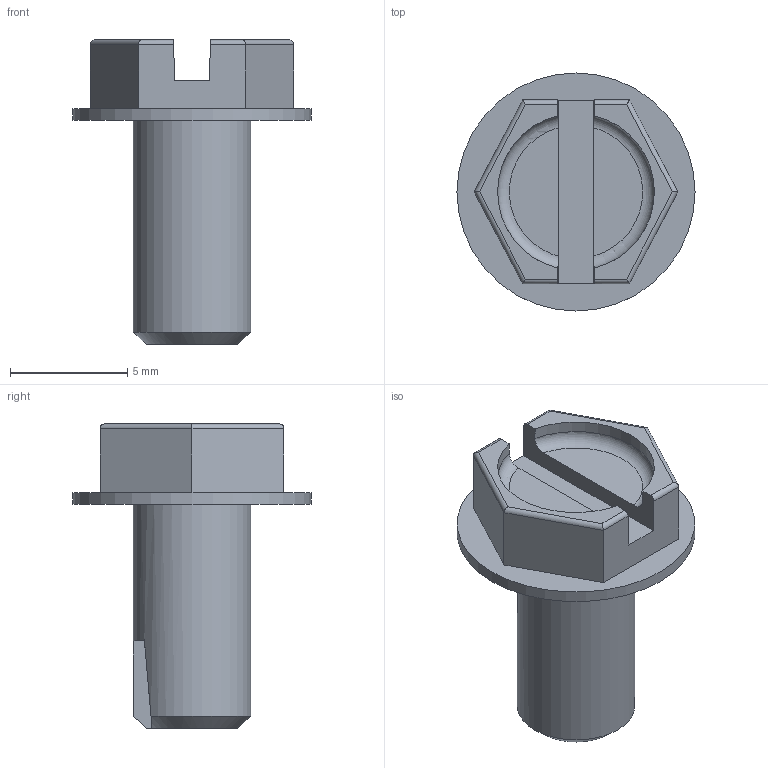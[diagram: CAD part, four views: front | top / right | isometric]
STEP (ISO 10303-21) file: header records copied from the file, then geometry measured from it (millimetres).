
FILE_DESCRIPTION (( 'STEP AP214' ), '1' );
FILE_NAME ('107620.STEP', '2016-12-28T19:03:48', ( '' ), ( '' ), 'SwSTEP 2.0', 'SolidWorks 2015', '' );
FILE_SCHEMA (( 'AUTOMOTIVE_DESIGN' ));
Length unit declared in the file: inch
Products named in the file (1): 107620
Bounding box: 10.13 x 10.13 x 12.95 mm (x, y, z)
Surface area: 422.1 mm2 (no closed solid volume)
Topology: 0 solids, 1 shells, 34 faces, 84 edges, 54 vertices
Faces by surface type: plane 19, cylinder 12, torus 2, cone 1
Full cylindrical faces by diameter (mm): 5 x1, 10.135 x1
Entity records: 1518 total; most frequent: CARTESIAN_POINT 298, ORIENTED_EDGE 162, DIRECTION 141, EDGE_CURVE 81, VECTOR 53, VERTEX_POINT 53, LINE 53, AXIS2_PLACEMENT_3D 44
